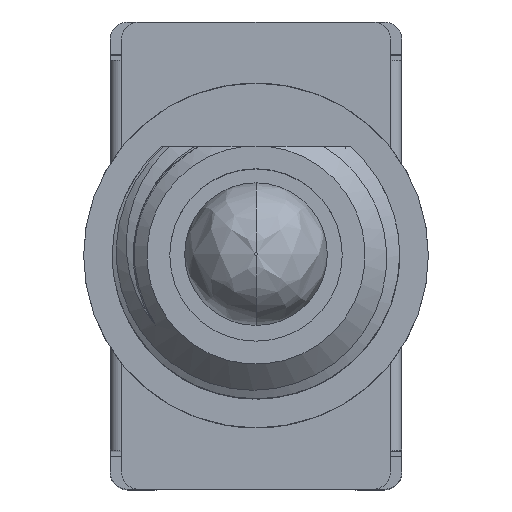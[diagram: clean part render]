
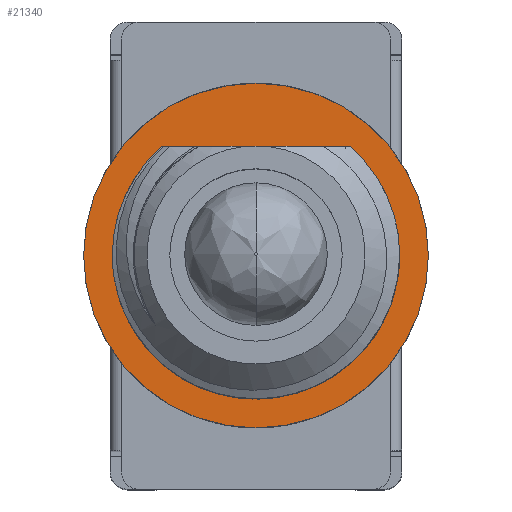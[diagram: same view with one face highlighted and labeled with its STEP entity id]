
A CAD part, top view. The second image highlights one B-rep face of the part: STEP entity #21340.
In plain terms, the highlighted planar face has unit normal (0, 0, 1).
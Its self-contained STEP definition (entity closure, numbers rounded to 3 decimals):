
#9381=CARTESIAN_POINT('',(0.,0.,7.64));
#9382=DIRECTION('',(0.,0.,1.));
#9383=DIRECTION('',(-1.,0.,0.));
#9384=AXIS2_PLACEMENT_3D('',#9381,#9382,#9383);
#9386=CARTESIAN_POINT('',(0.,0.,7.64));
#9387=DIRECTION('',(0.,0.,1.));
#9388=DIRECTION('',(1.,0.,0.));
#9389=AXIS2_PLACEMENT_3D('',#9386,#9387,#9388);
#9391=DIRECTION('',(1.,0.,0.));
#9392=VECTOR('',#9391,1.308);
#9393=CARTESIAN_POINT('',(-0.654,1.89,7.64));
#9394=LINE('',#9393,#9392);
#9395=CARTESIAN_POINT('',(0.,0.,7.64));
#9396=DIRECTION('',(0.,0.,-1.));
#9397=DIRECTION('',(0.327,0.945,0.));
#9398=AXIS2_PLACEMENT_3D('',#9395,#9396,#9397);
#17838=CARTESIAN_POINT('',(-3.,0.,7.64));
#17839=CARTESIAN_POINT('',(3.,0.,7.64));
#17840=VERTEX_POINT('',#17838);
#17841=VERTEX_POINT('',#17839);
#18018=CARTESIAN_POINT('',(0.654,1.89,7.64));
#18019=VERTEX_POINT('',#18018);
#18020=CARTESIAN_POINT('',(-0.654,1.89,7.64));
#18021=VERTEX_POINT('',#18020);
#21325=CARTESIAN_POINT('',(5.894,0.,7.64));
#21326=DIRECTION('',(0.,0.,1.));
#21327=DIRECTION('',(-1.,0.,0.));
#21328=AXIS2_PLACEMENT_3D('',#21325,#21326,#21327);
#21329=PLANE('',#21328);
#21330=ORIENTED_EDGE('',*,*,#21248,.F.);
#21331=ORIENTED_EDGE('',*,*,#21311,.F.);
#21332=EDGE_LOOP('',(#21330,#21331));
#21333=FACE_OUTER_BOUND('',#21332,.F.);
#21335=ORIENTED_EDGE('',*,*,#21334,.F.);
#21337=ORIENTED_EDGE('',*,*,#21336,.F.);
#21338=EDGE_LOOP('',(#21335,#21337));
#21339=FACE_BOUND('',#21338,.F.);
#21340=ADVANCED_FACE('',(#21333,#21339),#21329,.T.);
#9385=CIRCLE('',#9384,3.);
#9390=CIRCLE('',#9389,3.);
#9399=CIRCLE('',#9398,2.);
#21248=EDGE_CURVE('',#17840,#17841,#9385,.T.);
#21311=EDGE_CURVE('',#17841,#17840,#9390,.T.);
#21334=EDGE_CURVE('',#18019,#18021,#9399,.T.);
#21336=EDGE_CURVE('',#18021,#18019,#9394,.T.);
